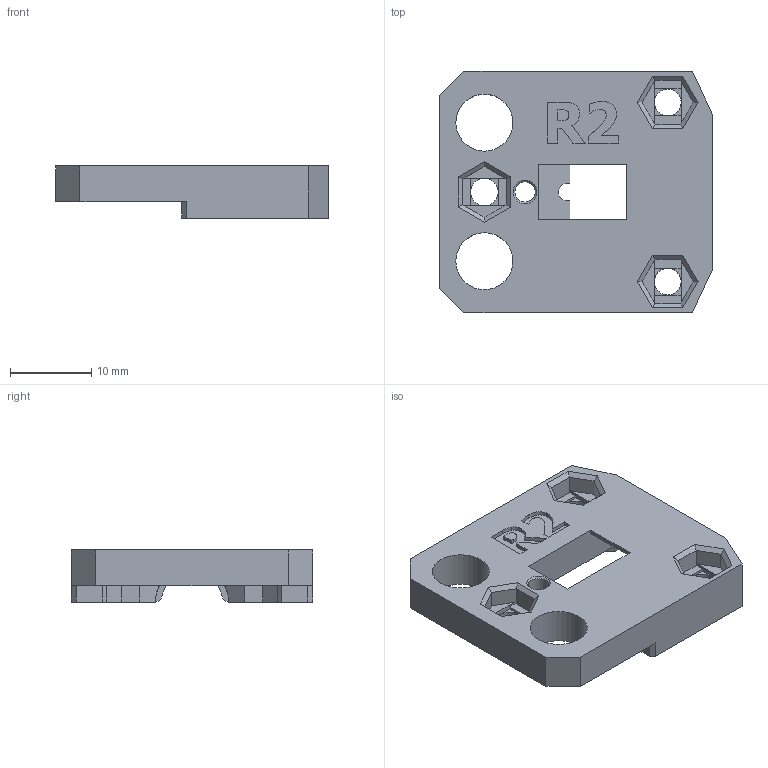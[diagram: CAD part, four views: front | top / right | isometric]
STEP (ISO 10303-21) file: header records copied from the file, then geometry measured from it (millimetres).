
FILE_DESCRIPTION(/* description */ (''),/* implementation_level */ '2;1');
FILE_NAME(/* name */ 'heatbed-cable-cover-bottom-R2.stp',/* time_stamp */ '2023-07-10T12:55:25+02:00',/* author */ ('Eliáš Knor'),/* organization */ (''),/* preprocessor_version */ 'ST-DEVELOPER v19',/* originating_system */ 'Autodesk Inventor 2023',/* authorisation */ '');
FILE_SCHEMA (('AUTOMOTIVE_DESIGN { 1 0 10303 214 3 1 1 }'));
Length unit declared in the file: millimetre
Products named in the file (1): heatbed_cable_cover_bottom
Bounding box: 33.5 x 29.6 x 6.4 mm (x, y, z)
Volume: 3659.5 mm3; surface area: 2997.5 mm2
Topology: 1 solids, 1 shells, 170 faces, 463 edges, 296 vertices
Faces by surface type: plane 133, cylinder 18, bspline 17, cone 2
Full cylindrical faces by diameter (mm): 2.5 x1, 3.3 x2, 3.4 x1, 7 x2
Entity records: 5538 total; most frequent: CARTESIAN_POINT 1260, ORIENTED_EDGE 926, DIRECTION 786, EDGE_CURVE 463, LINE 370, VECTOR 370, VERTEX_POINT 296, AXIS2_PLACEMENT_3D 208
